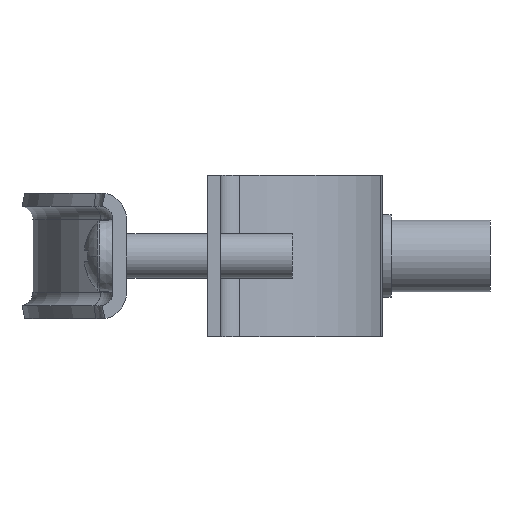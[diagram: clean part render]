
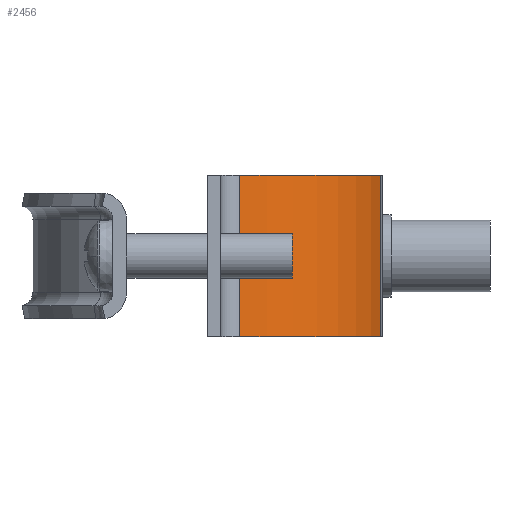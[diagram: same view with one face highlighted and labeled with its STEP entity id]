
A CAD part, left-side view. The second image highlights one B-rep face of the part: STEP entity #2456.
In plain terms, the highlighted cylindrical face has radius 19.5 mm (diameter 39 mm), a partial arc.
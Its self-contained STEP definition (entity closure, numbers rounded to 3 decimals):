
#413 = DIRECTION ( 'NONE',  ( 0., 0., -1. ) ) ;
#457 = EDGE_CURVE ( 'NONE', #1117, #1265, #2266, .T. ) ;
#516 = EDGE_CURVE ( 'NONE', #2441, #1117, #1340, .T. ) ;
#566 = DIRECTION ( 'NONE',  ( 1., 0., 0. ) ) ;
#631 = CARTESIAN_POINT ( 'NONE',  ( -5.509, -19.351, -9. ) ) ;
#765 = DIRECTION ( 'NONE',  ( 0., 0., 1. ) ) ;
#894 = CARTESIAN_POINT ( 'NONE',  ( -19.162, -3.623, 9. ) ) ;
#1117 = VERTEX_POINT ( 'NONE', #1861 ) ;
#1147 = ORIENTED_EDGE ( 'NONE', *, *, #1492, .F. ) ;
#1157 = DIRECTION ( 'NONE',  ( 0., 0., -1. ) ) ;
#1159 = FACE_OUTER_BOUND ( 'NONE', #2696, .T. ) ;
#1261 = ORIENTED_EDGE ( 'NONE', *, *, #457, .F. ) ;
#1265 = VERTEX_POINT ( 'NONE', #631 ) ;
#1276 = CARTESIAN_POINT ( 'NONE',  ( 0.115, -0.68, 9. ) ) ;
#1340 = CIRCLE ( 'NONE', #2254, 19.5 ) ;
#1441 = LINE ( 'NONE', #894, #2119 ) ;
#1492 = EDGE_CURVE ( 'NONE', #1265, #2935, #2432, .T. ) ;
#1586 = VECTOR ( 'NONE', #1779, 1000. ) ;
#1587 = DIRECTION ( 'NONE',  ( 0., 0., 1. ) ) ;
#1664 = CARTESIAN_POINT ( 'NONE',  ( -19.162, -3.623, -9. ) ) ;
#1779 = DIRECTION ( 'NONE',  ( 0., 0., -1. ) ) ;
#1787 = AXIS2_PLACEMENT_3D ( 'NONE', #1843, #1587, #566 ) ;
#1843 = CARTESIAN_POINT ( 'NONE',  ( 0.115, -0.68, -28.287 ) ) ;
#1861 = CARTESIAN_POINT ( 'NONE',  ( -5.509, -19.351, 9. ) ) ;
#2033 = CARTESIAN_POINT ( 'NONE',  ( -5.509, -19.351, 9. ) ) ;
#2119 = VECTOR ( 'NONE', #1157, 1000. ) ;
#2173 = ORIENTED_EDGE ( 'NONE', *, *, #3090, .T. ) ;
#2254 = AXIS2_PLACEMENT_3D ( 'NONE', #1276, #765, #2561 ) ;
#2266 = LINE ( 'NONE', #2033, #1586 ) ;
#2432 = CIRCLE ( 'NONE', #3162, 19.5 ) ;
#2441 = VERTEX_POINT ( 'NONE', #2887 ) ;
#2456 = ADVANCED_FACE ( 'NONE', ( #1159 ), #3060, .T. ) ;
#2561 = DIRECTION ( 'NONE',  ( 1., 0., 0. ) ) ;
#2696 = EDGE_LOOP ( 'NONE', ( #1147, #1261, #3238, #2173 ) ) ;
#2887 = CARTESIAN_POINT ( 'NONE',  ( -19.162, -3.623, 9. ) ) ;
#2935 = VERTEX_POINT ( 'NONE', #1664 ) ;
#2986 = DIRECTION ( 'NONE',  ( 1., 0., 0. ) ) ;
#3060 = CYLINDRICAL_SURFACE ( 'NONE', #1787, 19.5 ) ;
#3090 = EDGE_CURVE ( 'NONE', #2441, #2935, #1441, .T. ) ;
#3162 = AXIS2_PLACEMENT_3D ( 'NONE', #3244, #413, #2986 ) ;
#3238 = ORIENTED_EDGE ( 'NONE', *, *, #516, .F. ) ;
#3244 = CARTESIAN_POINT ( 'NONE',  ( 0.115, -0.68, -9. ) ) ;
